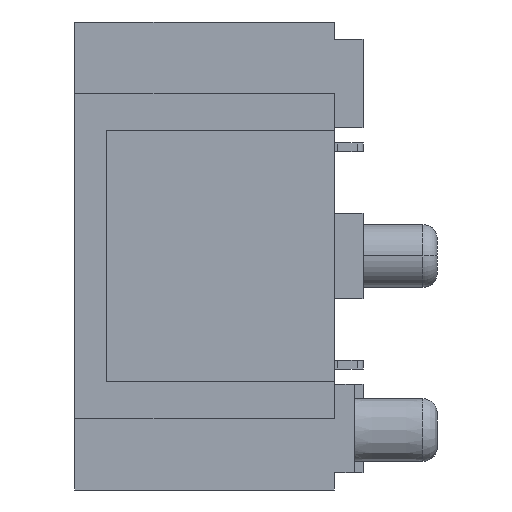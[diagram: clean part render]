
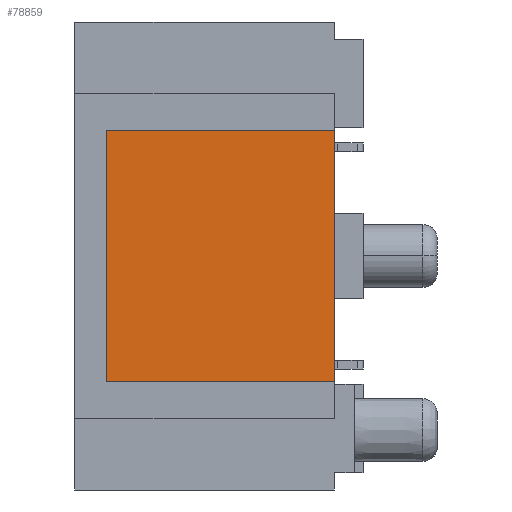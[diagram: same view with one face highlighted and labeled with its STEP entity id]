
A CAD part, left-side view. The second image highlights one B-rep face of the part: STEP entity #78859.
In plain terms, the highlighted planar face has unit normal (-1, 0, 0).
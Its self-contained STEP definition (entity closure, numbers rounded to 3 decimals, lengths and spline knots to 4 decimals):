
#41=DIRECTION('',(0.,0.,-1.));
#42=VECTOR('',#41,4.4);
#43=CARTESIAN_POINT('',(-15.01,0.5,2.2));
#44=LINE('',#43,#42);
#45=DIRECTION('',(0.,-1.,0.));
#46=VECTOR('',#45,4.);
#47=CARTESIAN_POINT('',(-15.01,4.5,-2.2));
#48=LINE('',#47,#46);
#73=DIRECTION('',(0.,0.,1.));
#74=VECTOR('',#73,4.4);
#75=CARTESIAN_POINT('',(-15.01,4.5,-2.2));
#76=LINE('',#75,#74);
#89=DIRECTION('',(0.,1.,0.));
#90=VECTOR('',#89,4.);
#91=CARTESIAN_POINT('',(-15.01,0.5,2.2));
#92=LINE('',#91,#90);
#71480=CARTESIAN_POINT('',(-15.01,0.5,2.2));
#71481=CARTESIAN_POINT('',(-15.01,0.5,-2.2));
#71482=VERTEX_POINT('',#71480);
#71483=VERTEX_POINT('',#71481);
#71546=CARTESIAN_POINT('',(-15.01,4.5,2.2));
#71547=VERTEX_POINT('',#71546);
#71548=CARTESIAN_POINT('',(-15.01,4.5,-2.2));
#71549=VERTEX_POINT('',#71548);
#78845=CARTESIAN_POINT('',(-15.01,2.5,0.));
#78846=DIRECTION('',(1.,0.,0.));
#78847=DIRECTION('',(0.,0.,1.));
#78848=AXIS2_PLACEMENT_3D('',#78845,#78846,#78847);
#78849=PLANE('',#78848);
#78850=ORIENTED_EDGE('',*,*,#78812,.T.);
#78852=ORIENTED_EDGE('',*,*,#78851,.F.);
#78854=ORIENTED_EDGE('',*,*,#78853,.T.);
#78856=ORIENTED_EDGE('',*,*,#78855,.F.);
#78857=EDGE_LOOP('',(#78850,#78852,#78854,#78856));
#78858=FACE_OUTER_BOUND('',#78857,.F.);
#78812=EDGE_CURVE('',#71482,#71483,#44,.T.);
#78851=EDGE_CURVE('',#71549,#71483,#48,.T.);
#78853=EDGE_CURVE('',#71549,#71547,#76,.T.);
#78855=EDGE_CURVE('',#71482,#71547,#92,.T.);
#78859=ADVANCED_FACE('',(#78858),#78849,.F.);
